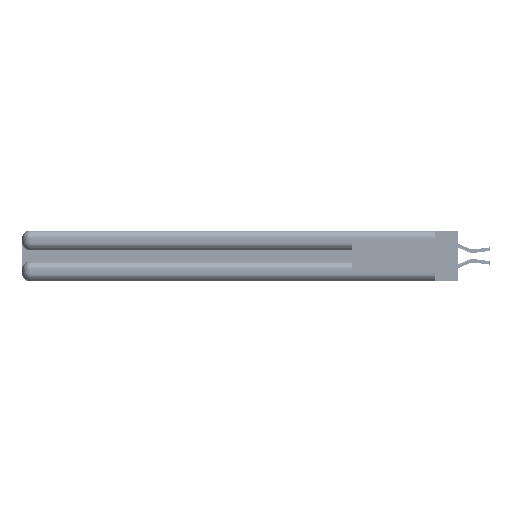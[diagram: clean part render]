
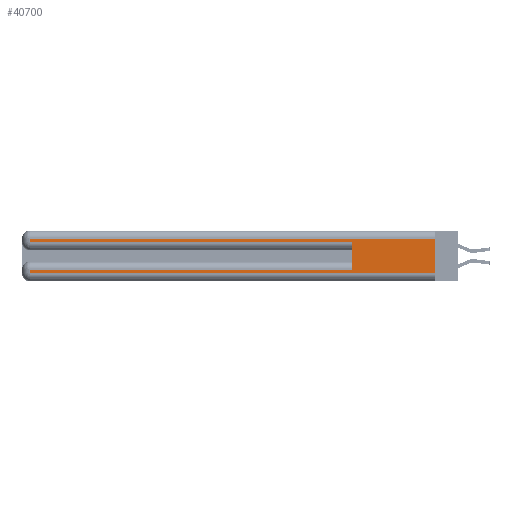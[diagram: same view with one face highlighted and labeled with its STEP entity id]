
A CAD part, left-side view. The second image highlights one B-rep face of the part: STEP entity #40700.
In plain terms, the highlighted planar face has unit normal (-1, 0, 0).
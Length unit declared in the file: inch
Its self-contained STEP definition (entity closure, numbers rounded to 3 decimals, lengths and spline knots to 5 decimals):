
#806 = EDGE_CURVE ( 'NONE', #2123, #39402, #5821, .T. ) ;
#1391 = CARTESIAN_POINT ( 'NONE',  ( 0., 2.94, 0.37 ) ) ;
#2123 = VERTEX_POINT ( 'NONE', #36864 ) ;
#2752 = LINE ( 'NONE', #24163, #32538 ) ;
#2978 = EDGE_CURVE ( 'NONE', #16391, #39402, #8453, .T. ) ;
#4716 = EDGE_CURVE ( 'NONE', #18160, #2123, #33075, .T. ) ;
#4876 = VERTEX_POINT ( 'NONE', #38224 ) ;
#5678 = VECTOR ( 'NONE', #31306, 39.37008 ) ;
#5821 = LINE ( 'NONE', #9933, #42892 ) ;
#5928 = EDGE_CURVE ( 'NONE', #6970, #13172, #31857, .T. ) ;
#6970 = VERTEX_POINT ( 'NONE', #14968 ) ;
#7288 = CARTESIAN_POINT ( 'NONE',  ( 0., 2.94, 0.31 ) ) ;
#8453 = LINE ( 'NONE', #19824, #30369 ) ;
#8719 = DIRECTION ( 'NONE',  ( 0., 0., -1. ) ) ;
#9725 = DIRECTION ( 'NONE',  ( 0., 0., -1. ) ) ;
#9933 = CARTESIAN_POINT ( 'NONE',  ( 0., 0., 0.06 ) ) ;
#11148 = ORIENTED_EDGE ( 'NONE', *, *, #26945, .T. ) ;
#12787 = DIRECTION ( 'NONE',  ( 0., 1., 0. ) ) ;
#13004 = LINE ( 'NONE', #16868, #5678 ) ;
#13172 = VERTEX_POINT ( 'NONE', #32236 ) ;
#13508 = DIRECTION ( 'NONE',  ( 0., 0., -1. ) ) ;
#14968 = CARTESIAN_POINT ( 'NONE',  ( 0., 0.6, 0.085 ) ) ;
#15024 = ORIENTED_EDGE ( 'NONE', *, *, #4716, .T. ) ;
#15105 = VECTOR ( 'NONE', #26490, 39.37008 ) ;
#16094 = VECTOR ( 'NONE', #12787, 39.37008 ) ;
#16136 = CARTESIAN_POINT ( 'NONE',  ( 0., 0., 0.37 ) ) ;
#16391 = VERTEX_POINT ( 'NONE', #21585 ) ;
#16861 = CARTESIAN_POINT ( 'NONE',  ( 0., 0., 0.085 ) ) ;
#16868 = CARTESIAN_POINT ( 'NONE',  ( 0., 0., 0.31 ) ) ;
#17333 = EDGE_CURVE ( 'NONE', #6970, #18160, #31801, .T. ) ;
#18160 = VERTEX_POINT ( 'NONE', #37973 ) ;
#18435 = CARTESIAN_POINT ( 'NONE',  ( 0., 0.6, 0.145 ) ) ;
#19420 = PLANE ( 'NONE',  #30363 ) ;
#19824 = CARTESIAN_POINT ( 'NONE',  ( 0., 0., 0.37 ) ) ;
#20662 = ORIENTED_EDGE ( 'NONE', *, *, #21207, .T. ) ;
#20818 = FACE_OUTER_BOUND ( 'NONE', #43214, .T. ) ;
#21113 = DIRECTION ( 'NONE',  ( 0., -1., 0. ) ) ;
#21207 = EDGE_CURVE ( 'NONE', #16391, #44386, #13004, .T. ) ;
#21585 = CARTESIAN_POINT ( 'NONE',  ( 0., 0., 0.31 ) ) ;
#23503 = LINE ( 'NONE', #38435, #24087 ) ;
#24087 = VECTOR ( 'NONE', #13508, 39.37008 ) ;
#24163 = CARTESIAN_POINT ( 'NONE',  ( 0., 0., 0.285 ) ) ;
#24509 = ORIENTED_EDGE ( 'NONE', *, *, #806, .T. ) ;
#25807 = DIRECTION ( 'NONE',  ( 0., 0., 1. ) ) ;
#25957 = ORIENTED_EDGE ( 'NONE', *, *, #26899, .T. ) ;
#26490 = DIRECTION ( 'NONE',  ( 0., 0., -1. ) ) ;
#26839 = ORIENTED_EDGE ( 'NONE', *, *, #2978, .F. ) ;
#26899 = EDGE_CURVE ( 'NONE', #44386, #4876, #23503, .T. ) ;
#26945 = EDGE_CURVE ( 'NONE', #4876, #13172, #2752, .T. ) ;
#30240 = DIRECTION ( 'NONE',  ( 1., 0., 0. ) ) ;
#30363 = AXIS2_PLACEMENT_3D ( 'NONE', #16136, #30240, #8719 ) ;
#30369 = VECTOR ( 'NONE', #9725, 39.37008 ) ;
#30753 = VECTOR ( 'NONE', #25807, 39.37008 ) ;
#31306 = DIRECTION ( 'NONE',  ( 0., 1., 0. ) ) ;
#31801 = LINE ( 'NONE', #16861, #16094 ) ;
#31857 = LINE ( 'NONE', #18435, #30753 ) ;
#32236 = CARTESIAN_POINT ( 'NONE',  ( 0., 0.6, 0.285 ) ) ;
#32341 = DIRECTION ( 'NONE',  ( 0., -1., 0. ) ) ;
#32538 = VECTOR ( 'NONE', #32341, 39.37008 ) ;
#32864 = ORIENTED_EDGE ( 'NONE', *, *, #17333, .T. ) ;
#33075 = LINE ( 'NONE', #1391, #15105 ) ;
#36864 = CARTESIAN_POINT ( 'NONE',  ( 0., 2.94, 0.06 ) ) ;
#37720 = CARTESIAN_POINT ( 'NONE',  ( 0., 0., 0.06 ) ) ;
#37973 = CARTESIAN_POINT ( 'NONE',  ( 0., 2.94, 0.085 ) ) ;
#38224 = CARTESIAN_POINT ( 'NONE',  ( 0., 2.94, 0.285 ) ) ;
#38435 = CARTESIAN_POINT ( 'NONE',  ( 0., 2.94, 0.37 ) ) ;
#39402 = VERTEX_POINT ( 'NONE', #37720 ) ;
#40700 = ADVANCED_FACE ( 'NONE', ( #20818 ), #19420, .F. ) ;
#42892 = VECTOR ( 'NONE', #21113, 39.37008 ) ;
#43214 = EDGE_LOOP ( 'NONE', ( #26839, #20662, #25957, #11148, #44463, #32864, #15024, #24509 ) ) ;
#44386 = VERTEX_POINT ( 'NONE', #7288 ) ;
#44463 = ORIENTED_EDGE ( 'NONE', *, *, #5928, .F. ) ;
